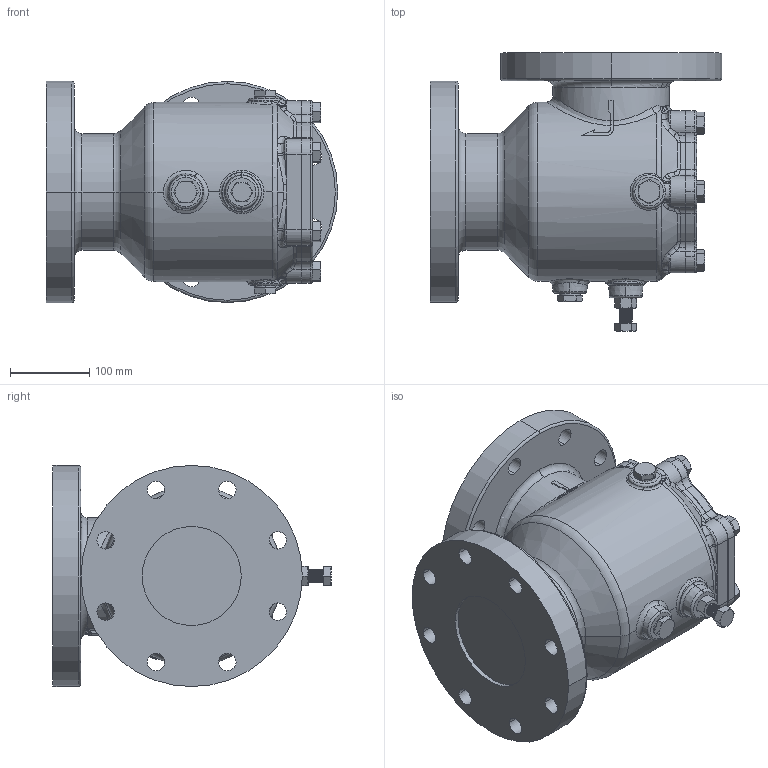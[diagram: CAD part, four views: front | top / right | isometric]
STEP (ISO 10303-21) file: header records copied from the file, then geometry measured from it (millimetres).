
FILE_DESCRIPTION (( 'STEP AP214' ), '1' );
FILE_NAME ('SD-5in_5in-250Lb.STEP', '2017-09-18T18:10:03', ( '' ), ( '' ), 'SwSTEP 2.0', 'SolidWorks 2013', '' );
FILE_SCHEMA (( 'AUTOMOTIVE_DESIGN' ));
Length unit declared in the file: inch
Products named in the file (4): X2SD-5in_5in-250Lb; X1SD-5in_5in-250Lb; SD-5in_5in-250Lb
Assembly tree (3 placements, depth 2):
  SD-5in_5in-250Lb
    SD-5in_5in-250Lb
    X1SD-5in_5in-250Lb
    X2SD-5in_5in-250Lb
Bounding box: 367.5 x 350.78 x 279 mm (x, y, z)
Volume: 14708770.6 mm3; surface area: 638182.9 mm2
Topology: 3 solids, 5 shells, 796 faces, 1968 edges, 1206 vertices
Faces by surface type: cylinder 278, plane 168, bspline 154, cone 124, torus 68, sphere 4
Entity records: 68254 total; most frequent: CARTESIAN_POINT 40917, ORIENTED_EDGE 3912, DIRECTION 3212, EDGE_CURVE 1956, AXIS2_PLACEMENT_3D 1346, VERTEX_POINT 1206, EDGE_LOOP 866, ADVANCED_FACE 796
